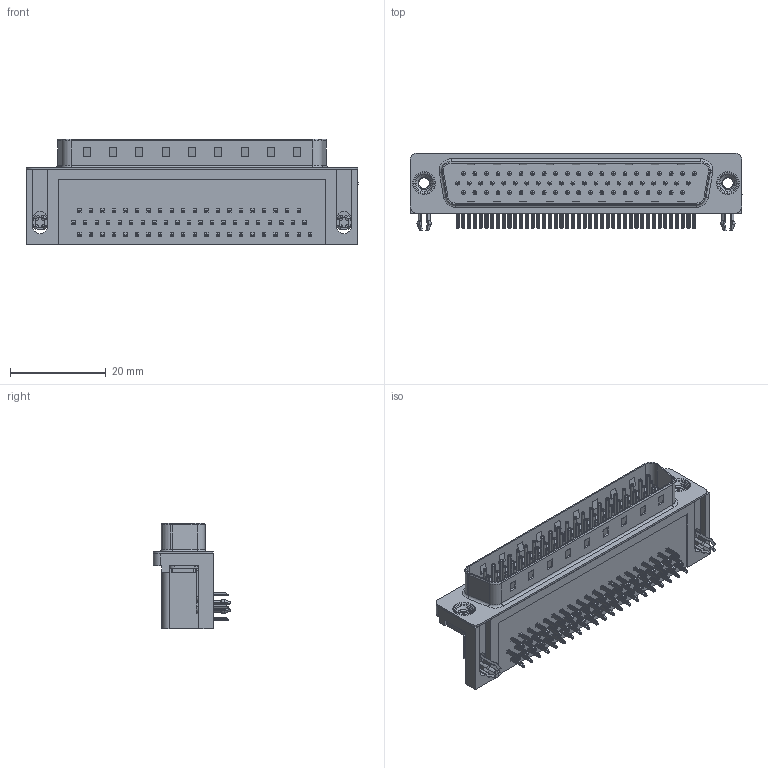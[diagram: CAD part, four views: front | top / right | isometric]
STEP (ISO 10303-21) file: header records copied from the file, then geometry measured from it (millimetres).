
FILE_DESCRIPTION (( 'STEP AP203' ), '1' );
FILE_NAME ('633-062-363-542.STEP', '2018-11-09T04:12:17', ( '' ), ( '' ), 'SwSTEP 2.0', 'SolidWorks 2016', '' );
FILE_SCHEMA (( 'CONFIG_CONTROL_DESIGN' ));
Length unit declared in the file: millimetre
Products named in the file (8): 633 Housing_62 Contact; 633 Shell_62 Contact; 633 Contact Bottom; 633 Contact Middle; 633 Contact Top; 633 4 Prong Board Lock; 633 4-40 Threaded Rivet; 633-062-363-542
Assembly tree (68 placements, depth 2):
  633-062-363-542
    633 Housing_62 Contact
    633 Shell_62 Contact
    633 Contact Bottom  x20
    633 Contact Middle  x21
    633 Contact Top  x21
    633 4 Prong Board Lock  x2
    633 4-40 Threaded Rivet  x2
Bounding box: 69.4 x 16.25 x 22.1 mm (x, y, z)
Volume: 11065.4 mm3; surface area: 13479.4 mm2
Topology: 68 solids, 68 shells, 5196 faces, 12842 edges, 7913 vertices
Faces by surface type: plane 3255, cylinder 1448, torus 435, cone 52, bspline 6
Entity records: 37314 total; most frequent: CARTESIAN_POINT 7524, DIRECTION 5803, ORIENTED_EDGE 5494, EDGE_CURVE 2747, VECTOR 1959, LINE 1959, AXIS2_PLACEMENT_3D 1922, VERTEX_POINT 1777
